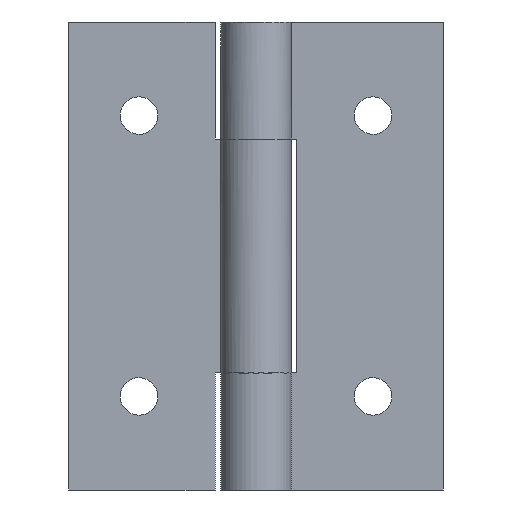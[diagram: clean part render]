
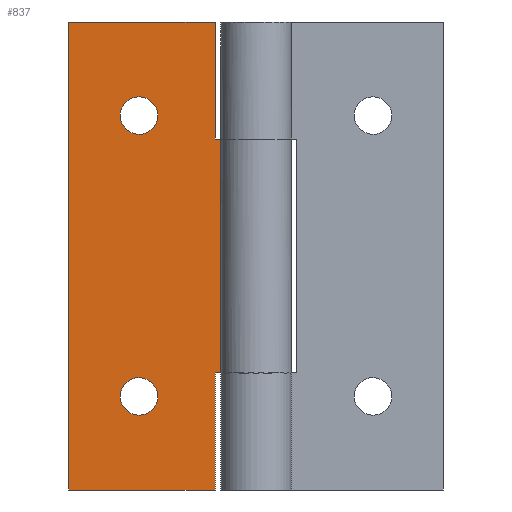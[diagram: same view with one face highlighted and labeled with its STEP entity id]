
A CAD part, front view. The second image highlights one B-rep face of the part: STEP entity #837.
In plain terms, the highlighted free-form (B-spline) face has degree [1, 1] with [2, 2] control points.
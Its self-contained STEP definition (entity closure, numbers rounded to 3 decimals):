
#96=CARTESIAN_POINT('',(-8.405,1.5,31.874));
#97=VERTEX_POINT('',#96);
#103=CARTESIAN_POINT('',(-10.0,1.5,33.6));
#104=VERTEX_POINT('',#103);
#105=CARTESIAN_POINT('',(-8.405,1.5,31.874));
#106=CARTESIAN_POINT('',(-8.4,1.5,31.937));
#107=CARTESIAN_POINT('',(-8.4,1.5,32.0));
#108=CARTESIAN_POINT('',(-8.4,1.5,33.6));
#109=CARTESIAN_POINT('',(-10.0,1.5,33.6));
#117=(BOUNDED_CURVE()B_SPLINE_CURVE(2,(#105,#106,#107,#108,#109),.UNSPECIFIED.,.F.,.U.)B_SPLINE_CURVE_WITH_KNOTS((3,2,3),(0.736,0.75,1.0),.UNSPECIFIED.)CURVE()GEOMETRIC_REPRESENTATION_ITEM()RATIONAL_B_SPLINE_CURVE((0.97,0.984,1.0,0.707,1.0))REPRESENTATION_ITEM(''));
#118=EDGE_CURVE('',#97,#104,#117,.T.);
#120=CARTESIAN_POINT('',(-11.595,1.5,32.126));
#121=VERTEX_POINT('',#120);
#122=CARTESIAN_POINT('',(-10.0,1.5,33.6));
#123=CARTESIAN_POINT('',(-11.479,1.5,33.6));
#124=CARTESIAN_POINT('',(-11.595,1.5,32.126));
#132=(BOUNDED_CURVE()B_SPLINE_CURVE(2,(#122,#123,#124),.UNSPECIFIED.,.F.,.U.)B_SPLINE_CURVE_WITH_KNOTS((3,3),(0.0,0.236),.UNSPECIFIED.)CURVE()GEOMETRIC_REPRESENTATION_ITEM()RATIONAL_B_SPLINE_CURVE((1.0,0.723,0.97))REPRESENTATION_ITEM(''));
#133=EDGE_CURVE('',#104,#121,#132,.T.);
#179=CARTESIAN_POINT('',(-10.0,1.5,30.4));
#180=VERTEX_POINT('',#179);
#181=CARTESIAN_POINT('',(-11.595,1.5,32.126));
#182=CARTESIAN_POINT('',(-11.6,1.5,32.063));
#183=CARTESIAN_POINT('',(-11.6,1.5,32.0));
#184=CARTESIAN_POINT('',(-11.6,1.5,30.4));
#185=CARTESIAN_POINT('',(-10.0,1.5,30.4));
#193=(BOUNDED_CURVE()B_SPLINE_CURVE(2,(#181,#182,#183,#184,#185),.UNSPECIFIED.,.F.,.U.)B_SPLINE_CURVE_WITH_KNOTS((3,2,3),(0.236,0.25,0.5),.UNSPECIFIED.)CURVE()GEOMETRIC_REPRESENTATION_ITEM()RATIONAL_B_SPLINE_CURVE((0.97,0.984,1.0,0.707,1.0))REPRESENTATION_ITEM(''));
#194=EDGE_CURVE('',#121,#180,#193,.T.);
#196=CARTESIAN_POINT('',(-10.0,1.5,30.4));
#197=CARTESIAN_POINT('',(-8.521,1.5,30.4));
#198=CARTESIAN_POINT('',(-8.405,1.5,31.874));
#206=(BOUNDED_CURVE()B_SPLINE_CURVE(2,(#196,#197,#198),.UNSPECIFIED.,.F.,.U.)B_SPLINE_CURVE_WITH_KNOTS((3,3),(0.5,0.736),.UNSPECIFIED.)CURVE()GEOMETRIC_REPRESENTATION_ITEM()RATIONAL_B_SPLINE_CURVE((1.0,0.723,0.97))REPRESENTATION_ITEM(''));
#207=EDGE_CURVE('',#180,#97,#206,.T.);
#278=CARTESIAN_POINT('',(-8.405,1.5,7.874));
#279=VERTEX_POINT('',#278);
#285=CARTESIAN_POINT('',(-10.0,1.5,9.6));
#286=VERTEX_POINT('',#285);
#287=CARTESIAN_POINT('',(-8.405,1.5,7.874));
#288=CARTESIAN_POINT('',(-8.4,1.5,7.937));
#289=CARTESIAN_POINT('',(-8.4,1.5,8.0));
#290=CARTESIAN_POINT('',(-8.4,1.5,9.6));
#291=CARTESIAN_POINT('',(-10.0,1.5,9.6));
#299=(BOUNDED_CURVE()B_SPLINE_CURVE(2,(#287,#288,#289,#290,#291),.UNSPECIFIED.,.F.,.U.)B_SPLINE_CURVE_WITH_KNOTS((3,2,3),(0.736,0.75,1.0),.UNSPECIFIED.)CURVE()GEOMETRIC_REPRESENTATION_ITEM()RATIONAL_B_SPLINE_CURVE((0.97,0.984,1.0,0.707,1.0))REPRESENTATION_ITEM(''));
#300=EDGE_CURVE('',#279,#286,#299,.T.);
#302=CARTESIAN_POINT('',(-11.595,1.5,8.126));
#303=VERTEX_POINT('',#302);
#304=CARTESIAN_POINT('',(-10.0,1.5,9.6));
#305=CARTESIAN_POINT('',(-11.479,1.5,9.6));
#306=CARTESIAN_POINT('',(-11.595,1.5,8.126));
#314=(BOUNDED_CURVE()B_SPLINE_CURVE(2,(#304,#305,#306),.UNSPECIFIED.,.F.,.U.)B_SPLINE_CURVE_WITH_KNOTS((3,3),(0.0,0.236),.UNSPECIFIED.)CURVE()GEOMETRIC_REPRESENTATION_ITEM()RATIONAL_B_SPLINE_CURVE((1.0,0.723,0.97))REPRESENTATION_ITEM(''));
#315=EDGE_CURVE('',#286,#303,#314,.T.);
#361=CARTESIAN_POINT('',(-10.0,1.5,6.4));
#362=VERTEX_POINT('',#361);
#363=CARTESIAN_POINT('',(-11.595,1.5,8.126));
#364=CARTESIAN_POINT('',(-11.6,1.5,8.063));
#365=CARTESIAN_POINT('',(-11.6,1.5,8.0));
#366=CARTESIAN_POINT('',(-11.6,1.5,6.4));
#367=CARTESIAN_POINT('',(-10.0,1.5,6.4));
#375=(BOUNDED_CURVE()B_SPLINE_CURVE(2,(#363,#364,#365,#366,#367),.UNSPECIFIED.,.F.,.U.)B_SPLINE_CURVE_WITH_KNOTS((3,2,3),(0.236,0.25,0.5),.UNSPECIFIED.)CURVE()GEOMETRIC_REPRESENTATION_ITEM()RATIONAL_B_SPLINE_CURVE((0.97,0.984,1.0,0.707,1.0))REPRESENTATION_ITEM(''));
#376=EDGE_CURVE('',#303,#362,#375,.T.);
#378=CARTESIAN_POINT('',(-10.0,1.5,6.4));
#379=CARTESIAN_POINT('',(-8.521,1.5,6.4));
#380=CARTESIAN_POINT('',(-8.405,1.5,7.874));
#388=(BOUNDED_CURVE()B_SPLINE_CURVE(2,(#378,#379,#380),.UNSPECIFIED.,.F.,.U.)B_SPLINE_CURVE_WITH_KNOTS((3,3),(0.5,0.736),.UNSPECIFIED.)CURVE()GEOMETRIC_REPRESENTATION_ITEM()RATIONAL_B_SPLINE_CURVE((1.0,0.723,0.97))REPRESENTATION_ITEM(''));
#389=EDGE_CURVE('',#362,#279,#388,.T.);
#413=CARTESIAN_POINT('',(-3.5,1.5,10.0));
#414=VERTEX_POINT('',#413);
#415=CARTESIAN_POINT('',(-3.5,1.5,0.0));
#416=VERTEX_POINT('',#415);
#417=CARTESIAN_POINT('',(-3.5,1.5,10.0));
#418=CARTESIAN_POINT('',(-3.5,1.5,0.0));
#419=QUASI_UNIFORM_CURVE('',1,(#417,#418),.UNSPECIFIED.,.F.,.U.);
#420=EDGE_CURVE('',#414,#416,#419,.T.);
#449=CARTESIAN_POINT('',(0.,1.5,10.0));
#450=VERTEX_POINT('',#449);
#451=CARTESIAN_POINT('',(0.,1.5,10.0));
#452=CARTESIAN_POINT('',(-3.5,1.5,10.0));
#453=QUASI_UNIFORM_CURVE('',1,(#451,#452),.UNSPECIFIED.,.F.,.U.);
#454=EDGE_CURVE('',#450,#414,#453,.T.);
#519=CARTESIAN_POINT('',(-3.5,1.5,40.0));
#520=VERTEX_POINT('',#519);
#521=CARTESIAN_POINT('',(-3.5,1.5,30.0));
#522=VERTEX_POINT('',#521);
#523=CARTESIAN_POINT('',(-3.5,1.5,40.0));
#524=CARTESIAN_POINT('',(-3.5,1.5,30.0));
#525=QUASI_UNIFORM_CURVE('',1,(#523,#524),.UNSPECIFIED.,.F.,.U.);
#526=EDGE_CURVE('',#520,#522,#525,.T.);
#555=CARTESIAN_POINT('',(0.,1.5,30.0));
#556=VERTEX_POINT('',#555);
#557=CARTESIAN_POINT('',(-3.5,1.5,30.0));
#558=CARTESIAN_POINT('',(0.,1.5,30.0));
#559=QUASI_UNIFORM_CURVE('',1,(#557,#558),.UNSPECIFIED.,.F.,.U.);
#560=EDGE_CURVE('',#522,#556,#559,.T.);
#625=CARTESIAN_POINT('',(-16.0,1.5,40.0));
#626=VERTEX_POINT('',#625);
#627=CARTESIAN_POINT('',(-16.0,1.5,40.0));
#628=CARTESIAN_POINT('',(-3.5,1.5,40.0));
#629=QUASI_UNIFORM_CURVE('',1,(#627,#628),.UNSPECIFIED.,.F.,.U.);
#630=EDGE_CURVE('',#626,#520,#629,.T.);
#654=CARTESIAN_POINT('',(-16.0,1.5,0.0));
#655=VERTEX_POINT('',#654);
#656=CARTESIAN_POINT('',(-16.0,1.5,0.0));
#657=CARTESIAN_POINT('',(-3.5,1.5,0.0));
#658=QUASI_UNIFORM_CURVE('',1,(#656,#657),.UNSPECIFIED.,.F.,.U.);
#659=EDGE_CURVE('',#655,#416,#658,.T.);
#688=CARTESIAN_POINT('',(-16.0,1.5,0.0));
#689=CARTESIAN_POINT('',(-16.0,1.5,40.0));
#690=QUASI_UNIFORM_CURVE('',1,(#688,#689),.UNSPECIFIED.,.F.,.U.);
#691=EDGE_CURVE('',#655,#626,#690,.T.);
#774=CARTESIAN_POINT('',(0.,1.5,10.0));
#775=CARTESIAN_POINT('',(0.,1.5,30.0));
#776=QUASI_UNIFORM_CURVE('',1,(#774,#775),.UNSPECIFIED.,.F.,.U.);
#777=EDGE_CURVE('',#450,#556,#776,.T.);
#810=CARTESIAN_POINT('',(-16.799,1.5,41.998));
#811=CARTESIAN_POINT('',(-16.799,1.5,-1.998));
#812=CARTESIAN_POINT('',(0.799,1.5,41.998));
#813=CARTESIAN_POINT('',(0.799,1.5,-1.998));
#814=B_SPLINE_SURFACE_WITH_KNOTS('',1,1,((#810,#812),(#811,#813)),.UNSPECIFIED.,.F.,.F.,.U.,(2,2),(2,2),(0.0,43.996),(0.0,17.598),.UNSPECIFIED.);
#815=ORIENTED_EDGE('',*,*,#420,.F.);
#816=ORIENTED_EDGE('',*,*,#454,.F.);
#817=ORIENTED_EDGE('',*,*,#777,.T.);
#818=ORIENTED_EDGE('',*,*,#560,.F.);
#819=ORIENTED_EDGE('',*,*,#526,.F.);
#820=ORIENTED_EDGE('',*,*,#630,.F.);
#821=ORIENTED_EDGE('',*,*,#691,.F.);
#822=ORIENTED_EDGE('',*,*,#659,.T.);
#823=EDGE_LOOP('',(#815,#816,#817,#818,#819,#820,#821,#822));
#824=FACE_OUTER_BOUND('',#823,.T.);
#825=ORIENTED_EDGE('',*,*,#389,.F.);
#826=ORIENTED_EDGE('',*,*,#376,.F.);
#827=ORIENTED_EDGE('',*,*,#315,.F.);
#828=ORIENTED_EDGE('',*,*,#300,.F.);
#829=EDGE_LOOP('',(#825,#826,#827,#828));
#830=FACE_BOUND('',#829,.T.);
#831=ORIENTED_EDGE('',*,*,#207,.F.);
#832=ORIENTED_EDGE('',*,*,#194,.F.);
#833=ORIENTED_EDGE('',*,*,#133,.F.);
#834=ORIENTED_EDGE('',*,*,#118,.F.);
#835=EDGE_LOOP('',(#831,#832,#833,#834));
#836=FACE_BOUND('',#835,.T.);
#837=ADVANCED_FACE('',(#824,#830,#836),#814,.T.);
